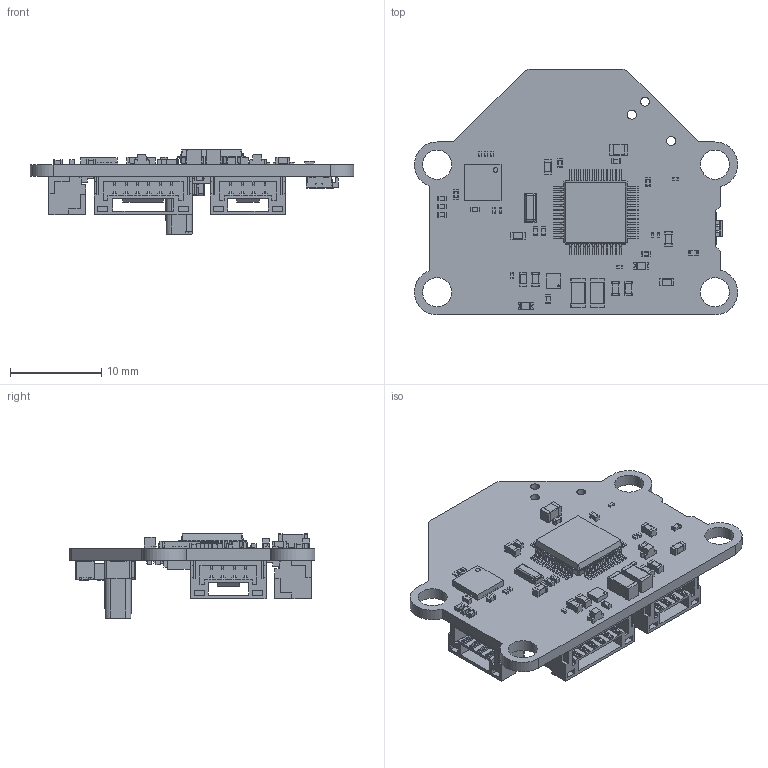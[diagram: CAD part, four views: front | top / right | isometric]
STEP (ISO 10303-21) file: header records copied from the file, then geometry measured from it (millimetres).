
FILE_DESCRIPTION(/* description */ ('STEP AP242','CAx-IF Rec.Pracs.---Representation and Presentation of Product Manufacturing Information (PMI)---4.0---2014-10-13','CAx-IF Rec.Pracs.---3D Tessellated Geometry---0.4---2014-09-14','2;1'),/* implementation_level */ '2;1');
FILE_NAME(/* name */ '6902666b5520bba43ada4b83',/* time_stamp */ '2025-10-29T19:09:36Z',/* author */ (''),/* organization */ (''),/* preprocessor_version */ 'ST-DEVELOPER v20',/* originating_system */ 'ONSHAPE BY PTC INC, 1.205',/* authorisation */ ' ');
FILE_SCHEMA (('AP242_MANAGED_MODEL_BASED_3D_ENGINEERING_MIM_LF { 1 0 10303 442 1 1 4 }'));
Products named in the file (1): m10025_kitcan_pub
Bounding box: 35.5 x 27 x 9.23 mm (x, y, z)
Volume: 1455.5 mm3; surface area: 3227.7 mm2
Topology: 1 solids, 9 shells, 5479 faces, 14888 edges, 9406 vertices
Faces by surface type: plane 2670, cylinder 1739, torus 814, bspline 191, sphere 54, cone 11
Full cylindrical faces by diameter (mm): 0.2 x5, 0.35 x1, 0.4 x4, 0.5 x1, 0.6 x5, 0.8 x4, 0.991 x3, 3.2 x4
Entity records: 204137 total; most frequent: CARTESIAN_POINT 40992, ORIENTED_EDGE 29606, DIRECTION 28514, EDGE_CURVE 14803, LINE 9546, VECTOR 9546, AXIS2_PLACEMENT_3D 9484, VERTEX_POINT 9394
